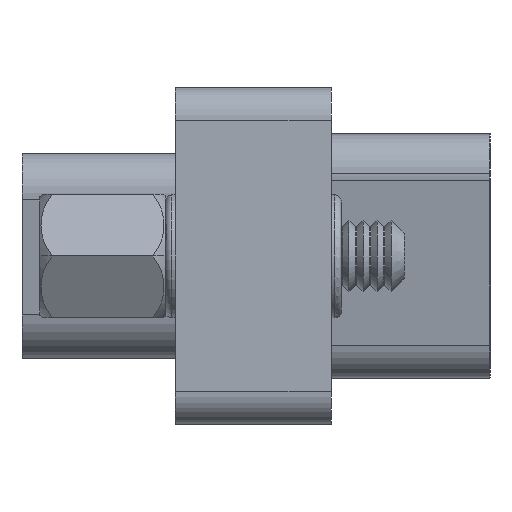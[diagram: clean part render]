
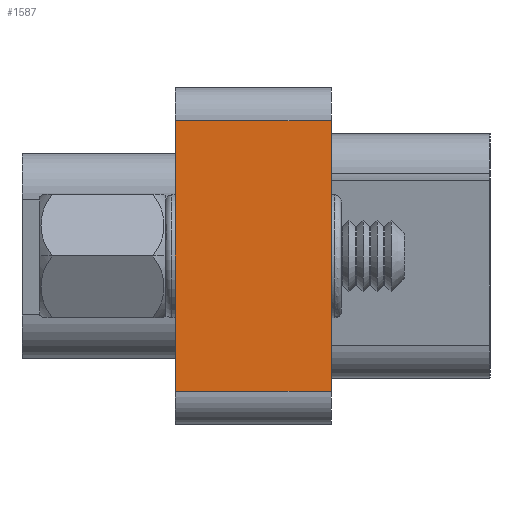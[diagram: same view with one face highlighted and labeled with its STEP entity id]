
A CAD part, left-side view. The second image highlights one B-rep face of the part: STEP entity #1587.
In plain terms, the highlighted planar face has unit normal (-1, 0, 0).
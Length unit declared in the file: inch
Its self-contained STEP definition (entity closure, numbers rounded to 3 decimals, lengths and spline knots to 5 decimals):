
#1587 = ADVANCED_FACE ( 'NONE', ( #20204 ), #15532, .F. ) ;
#2506 = DIRECTION ( 'NONE',  ( 0., 0., -1. ) ) ;
#2857 = AXIS2_PLACEMENT_3D ( 'NONE', #6879, #19627, #2506 ) ;
#3641 = CARTESIAN_POINT ( 'NONE',  ( -0.775, -0.11811, 0.255 ) ) ;
#3651 = ORIENTED_EDGE ( 'NONE', *, *, #7710, .T. ) ;
#3742 = VECTOR ( 'NONE', #12572, 39.37008 ) ;
#4965 = ORIENTED_EDGE ( 'NONE', *, *, #15648, .T. ) ;
#5861 = VERTEX_POINT ( 'NONE', #17162 ) ;
#6879 = CARTESIAN_POINT ( 'NONE',  ( -0.775, 0.11811, 0.255 ) ) ;
#7710 = EDGE_CURVE ( 'NONE', #24624, #16190, #18853, .T. ) ;
#8030 = LINE ( 'NONE', #3641, #22391 ) ;
#8470 = CARTESIAN_POINT ( 'NONE',  ( -0.775, 0.11811, -0.205 ) ) ;
#8567 = EDGE_CURVE ( 'NONE', #22554, #5861, #10585, .T. ) ;
#8908 = ORIENTED_EDGE ( 'NONE', *, *, #8567, .T. ) ;
#9947 = ORIENTED_EDGE ( 'NONE', *, *, #22579, .F. ) ;
#10344 = CARTESIAN_POINT ( 'NONE',  ( -0.775, 0.11811, 0.205 ) ) ;
#10585 = LINE ( 'NONE', #8470, #3742 ) ;
#12572 = DIRECTION ( 'NONE',  ( 0., -1., 0. ) ) ;
#14203 = CARTESIAN_POINT ( 'NONE',  ( -0.775, 0.11811, 0.205 ) ) ;
#15195 = CARTESIAN_POINT ( 'NONE',  ( -0.775, 0.11811, -0.205 ) ) ;
#15532 = PLANE ( 'NONE',  #2857 ) ;
#15605 = LINE ( 'NONE', #21988, #19968 ) ;
#15648 = EDGE_CURVE ( 'NONE', #5861, #24624, #8030, .T. ) ;
#16190 = VERTEX_POINT ( 'NONE', #14203 ) ;
#17162 = CARTESIAN_POINT ( 'NONE',  ( -0.775, -0.11811, -0.205 ) ) ;
#18853 = LINE ( 'NONE', #10344, #24707 ) ;
#19627 = DIRECTION ( 'NONE',  ( 1., 0., 0. ) ) ;
#19968 = VECTOR ( 'NONE', #21701, 39.37008 ) ;
#20204 = FACE_OUTER_BOUND ( 'NONE', #27091, .T. ) ;
#21701 = DIRECTION ( 'NONE',  ( 0., 0., 1. ) ) ;
#21988 = CARTESIAN_POINT ( 'NONE',  ( -0.775, 0.11811, 0.255 ) ) ;
#22391 = VECTOR ( 'NONE', #24608, 39.37008 ) ;
#22554 = VERTEX_POINT ( 'NONE', #15195 ) ;
#22579 = EDGE_CURVE ( 'NONE', #22554, #16190, #15605, .T. ) ;
#23997 = CARTESIAN_POINT ( 'NONE',  ( -0.775, -0.11811, 0.205 ) ) ;
#24608 = DIRECTION ( 'NONE',  ( 0., 0., 1. ) ) ;
#24624 = VERTEX_POINT ( 'NONE', #23997 ) ;
#24707 = VECTOR ( 'NONE', #27490, 39.37008 ) ;
#27091 = EDGE_LOOP ( 'NONE', ( #4965, #3651, #9947, #8908 ) ) ;
#27490 = DIRECTION ( 'NONE',  ( 0., 1., 0. ) ) ;
